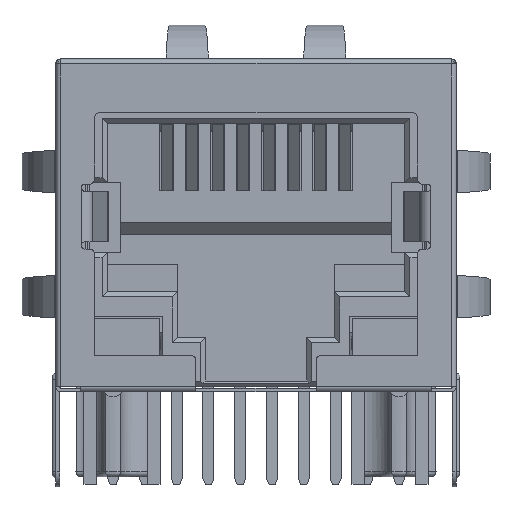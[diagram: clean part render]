
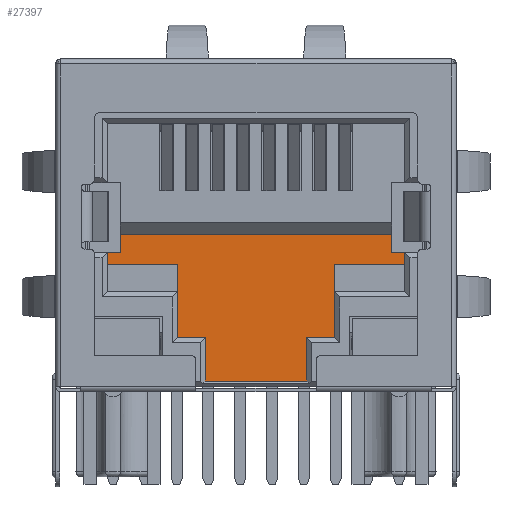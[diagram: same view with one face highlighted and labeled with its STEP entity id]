
A CAD part, front view. The second image highlights one B-rep face of the part: STEP entity #27397.
In plain terms, the highlighted planar face has unit normal (0, -1, 0).
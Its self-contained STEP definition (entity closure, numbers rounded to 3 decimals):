
#2886=ORIENTED_EDGE('',*,*,#10288,.F.);
#2887=ORIENTED_EDGE('',*,*,#10183,.T.);
#2888=ORIENTED_EDGE('',*,*,#10221,.F.);
#2889=ORIENTED_EDGE('',*,*,#10138,.F.);
#2890=ORIENTED_EDGE('',*,*,#10187,.F.);
#2891=ORIENTED_EDGE('',*,*,#10219,.F.);
#2892=ORIENTED_EDGE('',*,*,#10389,.T.);
#2893=ORIENTED_EDGE('',*,*,#10217,.T.);
#2894=ORIENTED_EDGE('',*,*,#10205,.F.);
#2895=ORIENTED_EDGE('',*,*,#10130,.T.);
#2896=ORIENTED_EDGE('',*,*,#10223,.T.);
#2897=ORIENTED_EDGE('',*,*,#10212,.T.);
#2898=ORIENTED_EDGE('',*,*,#10284,.T.);
#2899=ORIENTED_EDGE('',*,*,#10287,.T.);
#2900=ORIENTED_EDGE('',*,*,#9668,.T.);
#2901=ORIENTED_EDGE('',*,*,#10118,.T.);
#2902=ORIENTED_EDGE('',*,*,#10173,.T.);
#2903=ORIENTED_EDGE('',*,*,#10175,.T.);
#2904=ORIENTED_EDGE('',*,*,#9632,.T.);
#2905=ORIENTED_EDGE('',*,*,#10290,.F.);
#9632=EDGE_CURVE('',#13753,#13754,#16428,.T.);
#9668=EDGE_CURVE('',#13790,#13789,#16464,.T.);
#10118=EDGE_CURVE('',#13789,#14167,#16866,.T.);
#10130=EDGE_CURVE('',#14174,#14173,#16878,.T.);
#10138=EDGE_CURVE('',#14180,#14181,#16886,.T.);
#10173=EDGE_CURVE('',#14167,#14197,#16921,.T.);
#10175=EDGE_CURVE('',#14197,#13753,#16923,.T.);
#10183=EDGE_CURVE('',#14198,#14202,#16931,.T.);
#10187=EDGE_CURVE('',#14203,#14180,#16935,.T.);
#10205=EDGE_CURVE('',#14174,#14212,#16953,.T.);
#10212=EDGE_CURVE('',#14215,#14214,#16960,.T.);
#10217=EDGE_CURVE('',#14217,#14212,#16965,.T.);
#10219=EDGE_CURVE('',#14218,#14203,#16967,.T.);
#10221=EDGE_CURVE('',#14181,#14202,#16969,.T.);
#10223=EDGE_CURVE('',#14173,#14215,#16971,.T.);
#10284=EDGE_CURVE('',#14214,#14226,#17032,.T.);
#10287=EDGE_CURVE('',#14226,#13790,#17035,.T.);
#10288=EDGE_CURVE('',#14198,#14227,#17036,.T.);
#10290=EDGE_CURVE('',#14227,#13754,#17038,.T.);
#10389=EDGE_CURVE('',#14218,#14217,#17109,.T.);
#13753=VERTEX_POINT('',#42207);
#13754=VERTEX_POINT('',#42208);
#13789=VERTEX_POINT('',#42278);
#13790=VERTEX_POINT('',#42280);
#14167=VERTEX_POINT('',#43211);
#14173=VERTEX_POINT('',#43231);
#14174=VERTEX_POINT('',#43233);
#14180=VERTEX_POINT('',#43249);
#14181=VERTEX_POINT('',#43250);
#14197=VERTEX_POINT('',#43318);
#14198=VERTEX_POINT('',#43326);
#14202=VERTEX_POINT('',#43335);
#14203=VERTEX_POINT('',#43342);
#14212=VERTEX_POINT('',#43375);
#14214=VERTEX_POINT('',#43384);
#14215=VERTEX_POINT('',#43386);
#14217=VERTEX_POINT('',#43392);
#14218=VERTEX_POINT('',#43397);
#14226=VERTEX_POINT('',#43517);
#14227=VERTEX_POINT('',#43525);
#16428=LINE('',#42206,#19647);
#16464=LINE('',#42279,#19683);
#16866=LINE('',#43212,#20085);
#16878=LINE('',#43232,#20097);
#16886=LINE('',#43248,#20105);
#16921=LINE('',#43319,#20140);
#16923=LINE('',#43322,#20142);
#16931=LINE('',#43336,#20150);
#16935=LINE('',#43343,#20154);
#16953=LINE('',#43374,#20172);
#16960=LINE('',#43385,#20179);
#16965=LINE('',#43394,#20184);
#16967=LINE('',#43398,#20186);
#16969=LINE('',#43401,#20188);
#16971=LINE('',#43405,#20190);
#17032=LINE('',#43516,#20251);
#17035=LINE('',#43522,#20254);
#17036=LINE('',#43524,#20255);
#17038=LINE('',#43528,#20257);
#17109=LINE('',#43807,#20328);
#19647=VECTOR('',#35187,1000.);
#19683=VECTOR('',#35223,1000.);
#20085=VECTOR('',#35851,1000.);
#20097=VECTOR('',#35867,1000.);
#20105=VECTOR('',#35879,1000.);
#20140=VECTOR('',#35950,1000.);
#20142=VECTOR('',#35954,1000.);
#20150=VECTOR('',#35964,1000.);
#20154=VECTOR('',#35972,1000.);
#20172=VECTOR('',#36000,1000.);
#20179=VECTOR('',#36009,1000.);
#20184=VECTOR('',#36016,1000.);
#20186=VECTOR('',#36020,1000.);
#20188=VECTOR('',#36024,1000.);
#20190=VECTOR('',#36030,1000.);
#20251=VECTOR('',#36177,1000.);
#20254=VECTOR('',#36184,1000.);
#20255=VECTOR('',#36187,1000.);
#20257=VECTOR('',#36191,1000.);
#20328=VECTOR('',#36486,1000.);
#23132=EDGE_LOOP('',(#2886,#2887,#2888,#2889,#2890,#2891,#2892,#2893,#2894,
#2895,#2896,#2897,#2898,#2899,#2900,#2901,#2902,#2903,#2904,#2905));
#24682=FACE_BOUND('',#23132,.T.);
#26192=PLANE('',#33593);
#27397=ADVANCED_FACE('',(#24682),#26192,.F.);
#33593=AXIS2_PLACEMENT_3D('',#43808,#36487,#36488);
#35187=DIRECTION('',(-1.,0.,0.));
#35223=DIRECTION('',(-1.,0.,0.));
#35851=DIRECTION('',(0.,0.,-1.));
#35867=DIRECTION('',(0.,0.,-1.));
#35879=DIRECTION('',(0.,0.,-1.));
#35950=DIRECTION('',(1.,0.,0.));
#35954=DIRECTION('',(0.,0.,1.));
#35964=DIRECTION('',(0.,0.,1.));
#35972=DIRECTION('',(1.,0.,0.));
#36000=DIRECTION('',(1.,0.,0.));
#36009=DIRECTION('',(0.,0.,-1.));
#36016=DIRECTION('',(0.,0.,-1.));
#36020=DIRECTION('',(0.,0.,-1.));
#36024=DIRECTION('',(-1.,0.,0.));
#36030=DIRECTION('',(1.,0.,0.));
#36177=DIRECTION('',(1.,0.,0.));
#36184=DIRECTION('',(0.,0.,-1.));
#36187=DIRECTION('',(-1.,0.,0.));
#36191=DIRECTION('',(0.,0.,-1.));
#36486=DIRECTION('',(-1.,0.,0.));
#36487=DIRECTION('',(0.,1.,0.));
#36488=DIRECTION('',(0.,0.,1.));
#42206=CARTESIAN_POINT('',(2.03,0.911,-5.8));
#42207=CARTESIAN_POINT('',(2.03,0.911,-5.8));
#42208=CARTESIAN_POINT('',(2.025,0.911,-5.8));
#42278=CARTESIAN_POINT('',(-2.03,0.911,-5.8));
#42279=CARTESIAN_POINT('',(2.03,0.911,-5.8));
#42280=CARTESIAN_POINT('',(-2.025,0.911,-5.8));
#43211=CARTESIAN_POINT('',(-2.03,0.911,-6.17));
#43212=CARTESIAN_POINT('',(-2.03,0.911,-5.8));
#43231=CARTESIAN_POINT('',(-5.95,0.911,-1.53));
#43232=CARTESIAN_POINT('',(-5.95,0.911,-0.31));
#43233=CARTESIAN_POINT('',(-5.95,0.911,-1.04));
#43248=CARTESIAN_POINT('',(5.95,0.911,-0.31));
#43249=CARTESIAN_POINT('',(5.95,0.911,-1.04));
#43250=CARTESIAN_POINT('',(5.95,0.911,-1.53));
#43318=CARTESIAN_POINT('',(2.03,0.911,-6.17));
#43319=CARTESIAN_POINT('',(-2.03,0.911,-6.17));
#43322=CARTESIAN_POINT('',(2.03,0.911,-6.17));
#43326=CARTESIAN_POINT('',(3.15,0.911,-4.42));
#43335=CARTESIAN_POINT('',(3.15,0.911,-1.53));
#43336=CARTESIAN_POINT('',(3.15,0.911,-4.42));
#43342=CARTESIAN_POINT('',(5.425,0.911,-1.04));
#43343=CARTESIAN_POINT('',(5.95,0.911,-1.04));
#43374=CARTESIAN_POINT('',(-6.725,0.911,-1.04));
#43375=CARTESIAN_POINT('',(-5.425,0.911,-1.04));
#43384=CARTESIAN_POINT('',(-3.15,0.911,-4.42));
#43385=CARTESIAN_POINT('',(-3.15,0.911,-1.53));
#43386=CARTESIAN_POINT('',(-3.15,0.911,-1.53));
#43392=CARTESIAN_POINT('',(-5.425,0.911,-0.31));
#43394=CARTESIAN_POINT('',(-5.425,0.911,1.76));
#43397=CARTESIAN_POINT('',(5.425,0.911,-0.31));
#43398=CARTESIAN_POINT('',(5.425,0.911,1.76));
#43401=CARTESIAN_POINT('',(5.95,0.911,-1.53));
#43405=CARTESIAN_POINT('',(-5.95,0.911,-1.53));
#43516=CARTESIAN_POINT('',(-2.025,0.911,-4.42));
#43517=CARTESIAN_POINT('',(-2.025,0.911,-4.42));
#43522=CARTESIAN_POINT('',(-2.025,0.911,-5.8));
#43524=CARTESIAN_POINT('',(2.025,0.911,-4.42));
#43525=CARTESIAN_POINT('',(2.025,0.911,-4.42));
#43528=CARTESIAN_POINT('',(2.025,0.911,-5.8));
#43807=CARTESIAN_POINT('',(5.95,0.911,-0.31));
#43808=CARTESIAN_POINT('',(5.95,0.911,-0.31));
